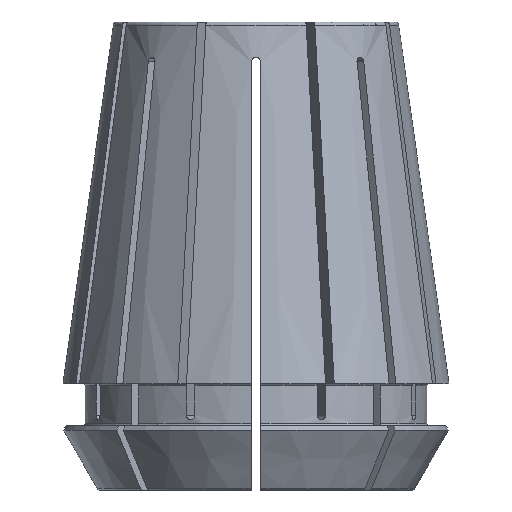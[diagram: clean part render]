
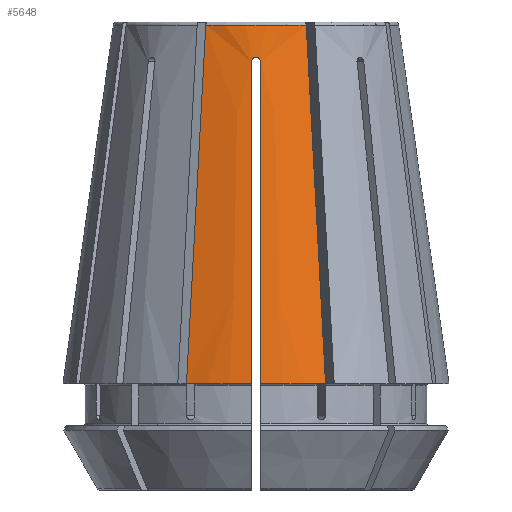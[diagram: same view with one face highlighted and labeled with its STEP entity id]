
A CAD part, front view. The second image highlights one B-rep face of the part: STEP entity #5648.
In plain terms, the highlighted conical face has half-angle 8 degrees and reference radius 16.5 mm.
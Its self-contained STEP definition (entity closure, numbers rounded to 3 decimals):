
#120=CARTESIAN_POINT('',(5.943,-15.393,9.3));
#121=VERTEX_POINT('',#120);
#128=CARTESIAN_POINT('',(0.4,-16.495,9.3));
#129=VERTEX_POINT('',#128);
#130=CARTESIAN_POINT('',(0.,0.,9.3));
#131=DIRECTION('',(0.,0.,1.));
#132=DIRECTION('',(1.,0.,-0.));
#133=AXIS2_PLACEMENT_3D('',#130,#131,#132);
#134=CIRCLE('',#133,16.5);
#135=EDGE_CURVE('',#129,#121,#134,.T.);
#3516=CARTESIAN_POINT('',(-0.4,-16.495,9.3));
#3517=VERTEX_POINT('',#3516);
#3524=CARTESIAN_POINT('',(-5.943,-15.393,9.3));
#3525=VERTEX_POINT('',#3524);
#3526=CARTESIAN_POINT('',(0.,0.,9.3));
#3527=DIRECTION('',(0.,0.,1.));
#3528=DIRECTION('',(1.,0.,-0.));
#3529=AXIS2_PLACEMENT_3D('',#3526,#3527,#3528);
#3530=CIRCLE('',#3529,16.5);
#3531=EDGE_CURVE('',#3525,#3517,#3530,.T.);
#4439=CARTESIAN_POINT('',(-0.4,-12.629,36.8));
#4440=VERTEX_POINT('',#4439);
#4447=CARTESIAN_POINT('',(-0.4,-12.629,36.8));
#4448=CARTESIAN_POINT('',(-0.4,-12.769,35.802));
#4449=CARTESIAN_POINT('',(-0.4,-12.909,34.805));
#4450=CARTESIAN_POINT('',(-0.4,-13.05,33.807));
#4451=CARTESIAN_POINT('',(-0.4,-14.113,26.241));
#4452=CARTESIAN_POINT('',(-0.4,-15.177,18.675));
#4453=CARTESIAN_POINT('',(-0.4,-16.241,11.109));
#4454=CARTESIAN_POINT('',(-0.4,-16.326,10.506));
#4455=CARTESIAN_POINT('',(-0.4,-16.41,9.903));
#4456=CARTESIAN_POINT('',(-0.4,-16.495,9.3));
#4457=B_SPLINE_CURVE_WITH_KNOTS('',3,(#4447,#4448,#4449,#4450,#4451,#4452,#4453,#4454,#4455,#4456),.UNSPECIFIED.,.F.,.F.,(4,3,3,4),(0.02,0.023,0.046,0.048),.UNSPECIFIED.);
#4458=EDGE_CURVE('',#4440,#3517,#4457,.T.);
#4963=CARTESIAN_POINT('',(4.294,-11.412,39.942));
#4964=VERTEX_POINT('',#4963);
#4972=CARTESIAN_POINT('',(4.294,-11.412,39.942));
#4973=CARTESIAN_POINT('',(4.674,-12.33,32.875));
#4974=CARTESIAN_POINT('',(5.055,-13.248,25.809));
#4975=CARTESIAN_POINT('',(5.435,-14.166,18.743));
#4976=CARTESIAN_POINT('',(5.604,-14.575,15.595));
#4977=CARTESIAN_POINT('',(5.774,-14.984,12.448));
#4978=CARTESIAN_POINT('',(5.943,-15.393,9.3));
#4979=B_SPLINE_CURVE_WITH_KNOTS('',3,(#4972,#4973,#4974,#4975,#4976,#4977,#4978),.UNSPECIFIED.,.F.,.F.,(4,3,4),(0.,0.021,0.031),.UNSPECIFIED.);
#4980=EDGE_CURVE('',#4964,#121,#4979,.T.);
#5595=CARTESIAN_POINT('',(0.,0.,9.3));
#5596=DIRECTION('',(0.,0.,-1.));
#5597=DIRECTION('',(-1.,0.,0.));
#5598=AXIS2_PLACEMENT_3D('',#5595,#5596,#5597);
#5599=CONICAL_SURFACE('',#5598,16.5,8.);
#5600=ORIENTED_EDGE('',*,*,#4980,.F.);
#5601=CARTESIAN_POINT('',(-4.294,-11.412,39.942));
#5602=VERTEX_POINT('',#5601);
#5603=CARTESIAN_POINT('',(0.,0.,39.942));
#5604=DIRECTION('',(0.,0.,1.));
#5605=DIRECTION('',(1.,0.,-0.));
#5606=AXIS2_PLACEMENT_3D('',#5603,#5604,#5605);
#5607=CIRCLE('',#5606,12.194);
#5608=EDGE_CURVE('',#5602,#4964,#5607,.T.);
#5609=ORIENTED_EDGE('',*,*,#5608,.F.);
#5610=CARTESIAN_POINT('',(-4.294,-11.412,39.942));
#5611=CARTESIAN_POINT('',(-4.674,-12.33,32.875));
#5612=CARTESIAN_POINT('',(-5.055,-13.248,25.809));
#5613=CARTESIAN_POINT('',(-5.435,-14.166,18.743));
#5614=CARTESIAN_POINT('',(-5.604,-14.575,15.595));
#5615=CARTESIAN_POINT('',(-5.774,-14.984,12.448));
#5616=CARTESIAN_POINT('',(-5.943,-15.393,9.3));
#5617=B_SPLINE_CURVE_WITH_KNOTS('',3,(#5610,#5611,#5612,#5613,#5614,#5615,#5616),.UNSPECIFIED.,.F.,.F.,(4,3,4),(0.,0.021,0.031),.UNSPECIFIED.);
#5618=EDGE_CURVE('',#5602,#3525,#5617,.T.);
#5619=ORIENTED_EDGE('',*,*,#5618,.T.);
#5620=ORIENTED_EDGE('',*,*,#3531,.T.);
#5621=ORIENTED_EDGE('',*,*,#4458,.F.);
#5622=CARTESIAN_POINT('',(0.4,-12.629,36.8));
#5623=VERTEX_POINT('',#5622);
#5624=CARTESIAN_POINT('',(-0.4,-12.629,36.8));
#5625=CARTESIAN_POINT('',(-0.4,-12.599,37.01));
#5626=CARTESIAN_POINT('',(-0.001,-12.559,37.39));
#5627=CARTESIAN_POINT('',(0.4,-12.599,37.01));
#5628=CARTESIAN_POINT('',(0.4,-12.629,36.8));
#5629=B_SPLINE_CURVE_WITH_KNOTS('',3,(#5624,#5625,#5626,#5627,#5628),.UNSPECIFIED.,.F.,.F.,(4,1,4),(0.,0.001,0.001),.UNSPECIFIED.);
#5630=EDGE_CURVE('',#4440,#5623,#5629,.T.);
#5631=ORIENTED_EDGE('',*,*,#5630,.T.);
#5632=CARTESIAN_POINT('',(0.4,-12.629,36.8));
#5633=CARTESIAN_POINT('',(0.4,-12.769,35.802));
#5634=CARTESIAN_POINT('',(0.4,-12.909,34.805));
#5635=CARTESIAN_POINT('',(0.4,-13.05,33.807));
#5636=CARTESIAN_POINT('',(0.4,-14.113,26.241));
#5637=CARTESIAN_POINT('',(0.4,-15.177,18.675));
#5638=CARTESIAN_POINT('',(0.4,-16.241,11.109));
#5639=CARTESIAN_POINT('',(0.4,-16.326,10.506));
#5640=CARTESIAN_POINT('',(0.4,-16.41,9.903));
#5641=CARTESIAN_POINT('',(0.4,-16.495,9.3));
#5642=B_SPLINE_CURVE_WITH_KNOTS('',3,(#5632,#5633,#5634,#5635,#5636,#5637,#5638,#5639,#5640,#5641),.UNSPECIFIED.,.F.,.F.,(4,3,3,4),(0.02,0.023,0.046,0.048),.UNSPECIFIED.);
#5643=EDGE_CURVE('',#5623,#129,#5642,.T.);
#5644=ORIENTED_EDGE('',*,*,#5643,.T.);
#5645=ORIENTED_EDGE('',*,*,#135,.T.);
#5646=EDGE_LOOP('',(#5600,#5609,#5619,#5620,#5621,#5631,#5644,#5645));
#5647=FACE_BOUND('',#5646,.T.);
#5648=ADVANCED_FACE('',(#5647),#5599,.T.);
